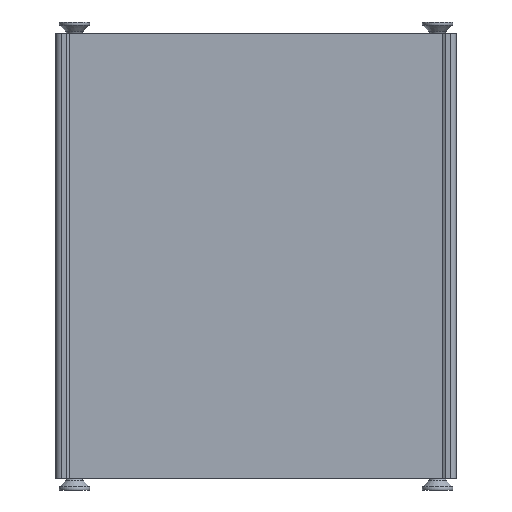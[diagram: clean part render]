
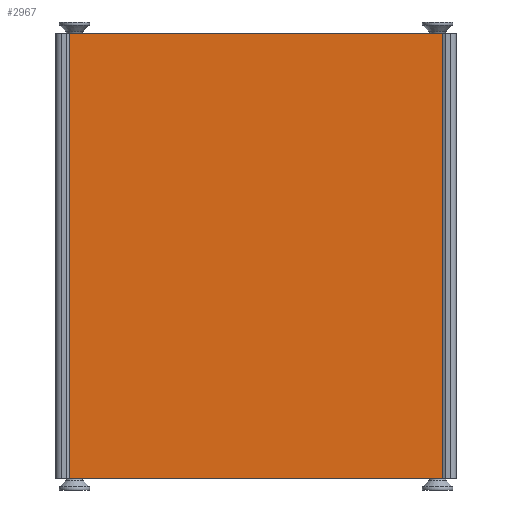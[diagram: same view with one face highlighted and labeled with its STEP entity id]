
A CAD part, front view. The second image highlights one B-rep face of the part: STEP entity #2967.
In plain terms, the highlighted planar face has unit normal (0, -1, 0).
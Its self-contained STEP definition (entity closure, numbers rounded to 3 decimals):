
#239=PLANE('',#3299);
#353=FACE_OUTER_BOUND('',#509,.T.);
#509=EDGE_LOOP('',(#2554,#2555,#2556,#2557));
#619=LINE('',#4384,#864);
#626=LINE('',#4408,#871);
#773=LINE('',#4792,#1018);
#775=LINE('',#4795,#1020);
#864=VECTOR('',#3532,67.1);
#871=VECTOR('',#3555,67.1);
#1018=VECTOR('',#3976,80.);
#1020=VECTOR('',#3980,80.);
#1291=VERTEX_POINT('',#4381);
#1292=VERTEX_POINT('',#4383);
#1300=VERTEX_POINT('',#4405);
#1301=VERTEX_POINT('',#4407);
#1588=EDGE_CURVE('',#1292,#1291,#619,.T.);
#1600=EDGE_CURVE('',#1301,#1300,#626,.T.);
#1801=EDGE_CURVE('',#1301,#1291,#773,.T.);
#1803=EDGE_CURVE('',#1292,#1300,#775,.T.);
#2554=ORIENTED_EDGE('',*,*,#1801,.F.);
#2555=ORIENTED_EDGE('',*,*,#1600,.T.);
#2556=ORIENTED_EDGE('',*,*,#1803,.F.);
#2557=ORIENTED_EDGE('',*,*,#1588,.T.);
#2967=ADVANCED_FACE('',(#353),#239,.T.);
#3299=AXIS2_PLACEMENT_3D('',#4814,#4015,#4016);
#3532=DIRECTION('',(1.,0.,0.));
#3555=DIRECTION('',(-1.,0.,0.));
#3976=DIRECTION('',(0.,0.,-1.));
#3980=DIRECTION('',(0.,0.,1.));
#4015=DIRECTION('center_axis',(0.,-1.,0.));
#4016=DIRECTION('ref_axis',(0.,0.,-1.));
#4381=CARTESIAN_POINT('',(33.55,-11.2,-40.));
#4383=CARTESIAN_POINT('',(-33.55,-11.2,-40.));
#4384=CARTESIAN_POINT('',(-33.55,-11.2,-40.));
#4405=CARTESIAN_POINT('',(-33.55,-11.2,40.));
#4407=CARTESIAN_POINT('',(33.55,-11.2,40.));
#4408=CARTESIAN_POINT('',(33.55,-11.2,40.));
#4792=CARTESIAN_POINT('',(33.55,-11.2,40.));
#4795=CARTESIAN_POINT('',(-33.55,-11.2,-40.));
#4814=CARTESIAN_POINT('Origin',(35.9,-11.2,0.));
